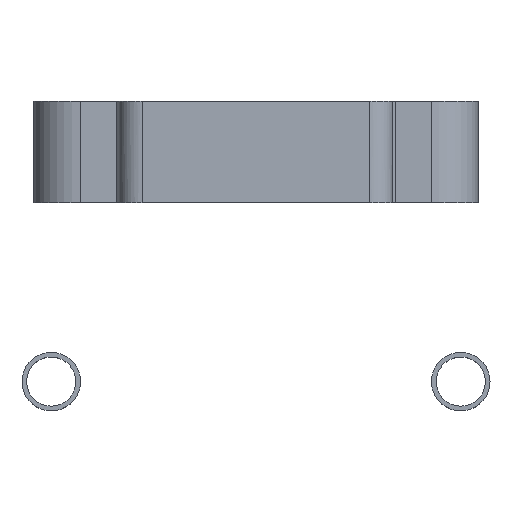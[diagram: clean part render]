
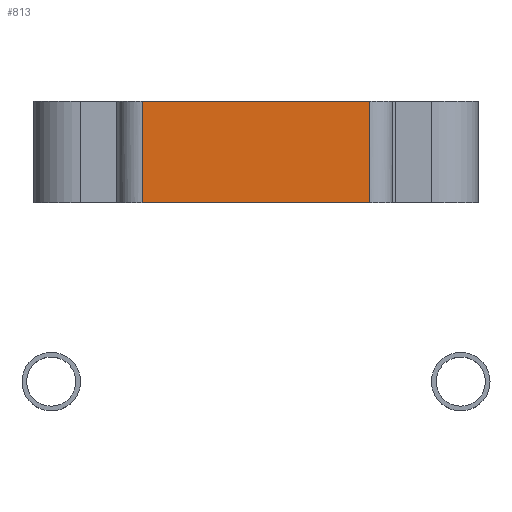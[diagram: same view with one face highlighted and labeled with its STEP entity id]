
A CAD part, top view. The second image highlights one B-rep face of the part: STEP entity #813.
In plain terms, the highlighted planar face has unit normal (0, 0, 1).
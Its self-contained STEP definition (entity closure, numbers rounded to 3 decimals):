
#92=PLANE('',#901);
#133=FACE_OUTER_BOUND('',#179,.T.);
#179=EDGE_LOOP('',(#691,#692,#693,#694));
#263=LINE('',#1833,#337);
#264=LINE('',#1836,#338);
#265=LINE('',#1838,#339);
#266=LINE('',#1839,#340);
#337=VECTOR('',#1093,10.);
#338=VECTOR('',#1096,10.);
#339=VECTOR('',#1097,10.);
#340=VECTOR('',#1098,10.);
#431=VERTEX_POINT('',#1745);
#432=VERTEX_POINT('',#1789);
#433=VERTEX_POINT('',#1835);
#434=VERTEX_POINT('',#1837);
#539=EDGE_CURVE('',#431,#432,#263,.T.);
#540=EDGE_CURVE('',#433,#431,#264,.T.);
#541=EDGE_CURVE('',#434,#432,#265,.T.);
#542=EDGE_CURVE('',#433,#434,#266,.T.);
#691=ORIENTED_EDGE('',*,*,#540,.T.);
#692=ORIENTED_EDGE('',*,*,#539,.T.);
#693=ORIENTED_EDGE('',*,*,#541,.F.);
#694=ORIENTED_EDGE('',*,*,#542,.F.);
#813=ADVANCED_FACE('',(#133),#92,.T.);
#901=AXIS2_PLACEMENT_3D('',#1834,#1094,#1095);
#1093=DIRECTION('',(0.,1.,0.));
#1094=DIRECTION('center_axis',(0.,0.,
1.));
#1095=DIRECTION('ref_axis',(1.,0.,0.));
#1096=DIRECTION('',(1.,0.,0.));
#1097=DIRECTION('',(1.,0.,0.));
#1098=DIRECTION('',(0.,1.,0.));
#1745=CARTESIAN_POINT('',(9.707,60.75,20.925));
#1789=CARTESIAN_POINT('',(9.707,69.43,20.925));
#1833=CARTESIAN_POINT('',(9.707,60.75,20.925));
#1834=CARTESIAN_POINT('Origin',(-9.704,60.75,20.925));
#1835=CARTESIAN_POINT('',(-9.704,60.75,20.925));
#1836=CARTESIAN_POINT('',(6.901,60.75,20.925));
#1837=CARTESIAN_POINT('',(-9.704,69.43,20.925));
#1838=CARTESIAN_POINT('',(6.901,69.43,20.925));
#1839=CARTESIAN_POINT('',(-9.704,60.75,20.925));
